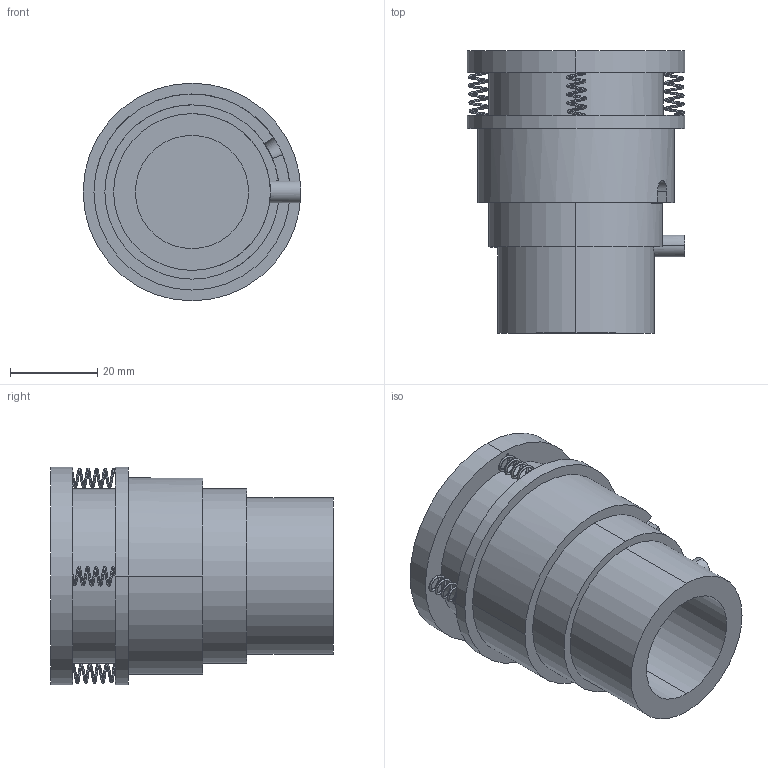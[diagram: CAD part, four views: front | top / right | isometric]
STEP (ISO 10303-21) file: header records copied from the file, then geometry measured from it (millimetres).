
FILE_DESCRIPTION (( 'STEP AP214' ), '1' );
FILE_NAME ('Assembly connector lock.STEP', '2021-06-20T05:26:03', ( '' ), ( '' ), 'SwSTEP 2.0', 'SolidWorks 2020', '' );
FILE_SCHEMA (( 'AUTOMOTIVE_DESIGN' ));
Length unit declared in the file: millimetre
Products named in the file (5): female; male; lock; Assembly connector lock; spring
Assembly tree (7 placements, depth 2):
  Assembly connector lock
    female
    male
    lock
    spring  x4
Bounding box: 50 x 64.77 x 50 mm (x, y, z)
Volume: 45508.7 mm3; surface area: 32533.1 mm2
Topology: 8 solids, 8 shells, 59 faces, 120 edges, 80 vertices
Faces by surface type: plane 26, cylinder 18, bspline 15
Entity records: 3055 total; most frequent: CARTESIAN_POINT 1818, DIRECTION 224, ORIENTED_EDGE 204, EDGE_CURVE 102, AXIS2_PLACEMENT_3D 96, VERTEX_POINT 68, EDGE_LOOP 52, CIRCLE 48
